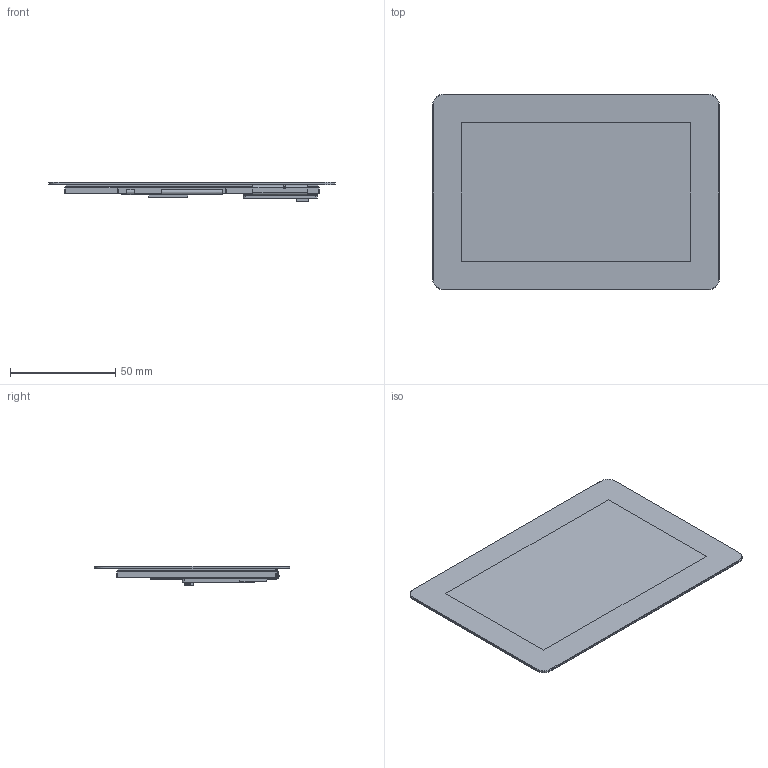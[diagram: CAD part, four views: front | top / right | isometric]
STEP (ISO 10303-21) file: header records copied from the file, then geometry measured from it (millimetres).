
FILE_DESCRIPTION(/* description */ (''),/* implementation_level */ '2;1');
FILE_NAME(/* name */ 'RVT50HQTNWC00_Rev.1.1.stp',/* time_stamp */ '2020-09-21T12:21:36+02:00',/* author */ ('Mateusz Natywa'),/* organization */ (''),/* preprocessor_version */ 'ST-DEVELOPER v17',/* originating_system */ 'Autodesk Inventor 2019',/* authorisation */ '');
FILE_SCHEMA (('AUTOMOTIVE_DESIGN { 1 0 10303 214 3 1 1 }'));
Length unit declared in the file: millimetre
Products named in the file (11): RVT50HQTNWC00_Rev.1.0; TFT; DISP; FPC; Assembly1; CG; SCA; SENSOR; FPC_1; DST; DST_2
Assembly tree (10 placements, depth 3):
  RVT50HQTNWC00_Rev.1.0
    TFT
      DISP
      FPC
    Assembly1
      CG
      SCA
      SENSOR
      FPC_1
      DST
      DST_2
Bounding box: 136 x 92.8 x 9.39 mm (x, y, z)
Volume: 50126.9 mm3; surface area: 98444.2 mm2
Topology: 10 solids, 10 shells, 450 faces, 1238 edges, 812 vertices
Faces by surface type: plane 380, cylinder 53, cone 8, bspline 5, sphere 4
Entity records: 14723 total; most frequent: CARTESIAN_POINT 2646, ORIENTED_EDGE 2476, DIRECTION 2274, EDGE_CURVE 1238, LINE 1114, VECTOR 1114, VERTEX_POINT 812, AXIS2_PLACEMENT_3D 580
